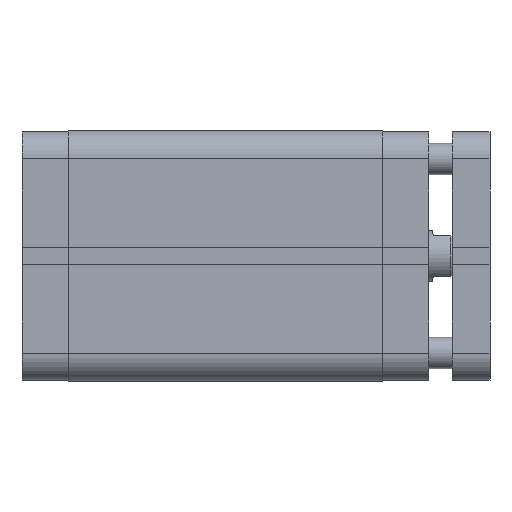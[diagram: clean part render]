
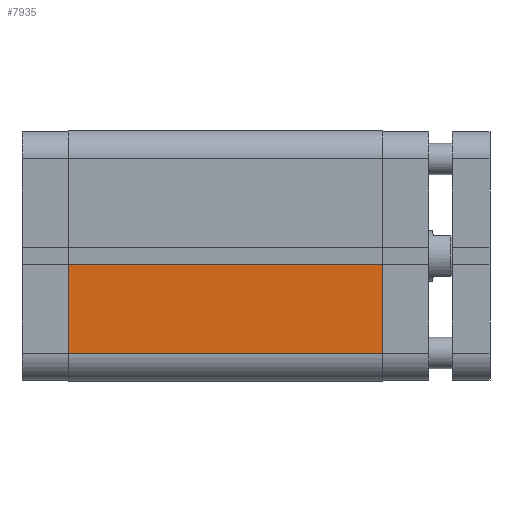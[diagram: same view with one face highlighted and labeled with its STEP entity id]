
A CAD part, front view. The second image highlights one B-rep face of the part: STEP entity #7935.
In plain terms, the highlighted planar face has unit normal (0, -1, 0).
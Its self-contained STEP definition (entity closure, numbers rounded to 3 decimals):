
#194 = EDGE_CURVE ( 'NONE', #1160, #1157, #7427, .T. ) ;
#195 = EDGE_CURVE ( 'NONE', #1160, #1161, #7429, .T. ) ;
#196 = EDGE_CURVE ( 'NONE', #1161, #1159, #7422, .T. ) ;
#199 = EDGE_CURVE ( 'NONE', #1157, #1159, #7424, .T. ) ;
#958 = AXIS2_PLACEMENT_3D ( 'NONE', #1339, #1342, #1343 ) ;
#1157 = VERTEX_POINT ( 'NONE', #5384 ) ;
#1159 = VERTEX_POINT ( 'NONE', #5386 ) ;
#1160 = VERTEX_POINT ( 'NONE', #5387 ) ;
#1161 = VERTEX_POINT ( 'NONE', #5388 ) ;
#1339 = CARTESIAN_POINT ( 'NONE',  ( 0., -40., 100.5 ) ) ;
#1340 = PLANE ( 'NONE',  #958 ) ;
#1342 = DIRECTION ( 'NONE',  ( 0., 1., 0. ) ) ;
#1343 = DIRECTION ( 'NONE',  ( 0., 0., 1. ) ) ;
#3471 = CARTESIAN_POINT ( 'NONE',  ( 0., -40., 0. ) ) ;
#3473 = CARTESIAN_POINT ( 'NONE',  ( 0., -40., 100.5 ) ) ;
#3474 = DIRECTION ( 'NONE',  ( 1., 0., 0. ) ) ;
#3475 = CARTESIAN_POINT ( 'NONE',  ( -31., -40., 100.5 ) ) ;
#3476 = DIRECTION ( 'NONE',  ( 0., 0., -1. ) ) ;
#3477 = CARTESIAN_POINT ( 'NONE',  ( -2.6, -40., 100.5 ) ) ;
#3478 = DIRECTION ( 'NONE',  ( 1., 0., 0. ) ) ;
#3485 = DIRECTION ( 'NONE',  ( 0., 0., -1. ) ) ;
#4969 = FACE_OUTER_BOUND ( 'NONE', #8126, .T. ) ;
#5384 = CARTESIAN_POINT ( 'NONE',  ( -2.6, -40., 100.5 ) ) ;
#5386 = CARTESIAN_POINT ( 'NONE',  ( -2.6, -40., 0. ) ) ;
#5387 = CARTESIAN_POINT ( 'NONE',  ( -31., -40., 100.5 ) ) ;
#5388 = CARTESIAN_POINT ( 'NONE',  ( -31., -40., 0. ) ) ;
#6546 = ORIENTED_EDGE ( 'NONE', *, *, #196, .T. ) ;
#6547 = ORIENTED_EDGE ( 'NONE', *, *, #199, .F. ) ;
#6548 = ORIENTED_EDGE ( 'NONE', *, *, #194, .F. ) ;
#6549 = ORIENTED_EDGE ( 'NONE', *, *, #195, .T. ) ;
#7422 = LINE ( 'NONE', #3471, #7431 ) ;
#7424 = LINE ( 'NONE', #3477, #7437 ) ;
#7427 = LINE ( 'NONE', #3473, #7428 ) ;
#7428 = VECTOR ( 'NONE', #3474, 1000. ) ;
#7429 = LINE ( 'NONE', #3475, #7430 ) ;
#7430 = VECTOR ( 'NONE', #3476, 1000. ) ;
#7431 = VECTOR ( 'NONE', #3478, 1000. ) ;
#7437 = VECTOR ( 'NONE', #3485, 1000. ) ;
#7935 = ADVANCED_FACE ( 'NONE', ( #4969 ), #1340, .F. ) ;
#8126 = EDGE_LOOP ( 'NONE', ( #6546, #6547, #6548, #6549 ) ) ;
